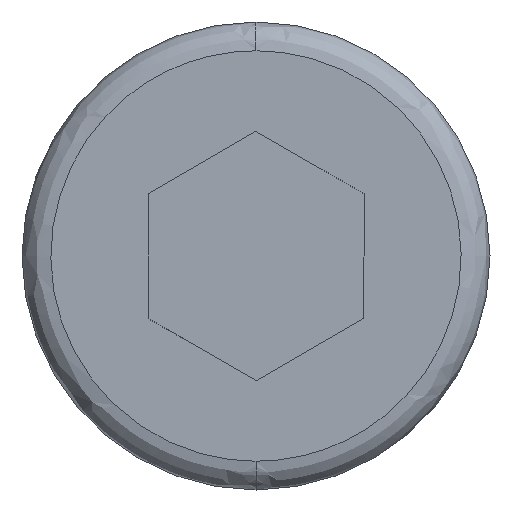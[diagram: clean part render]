
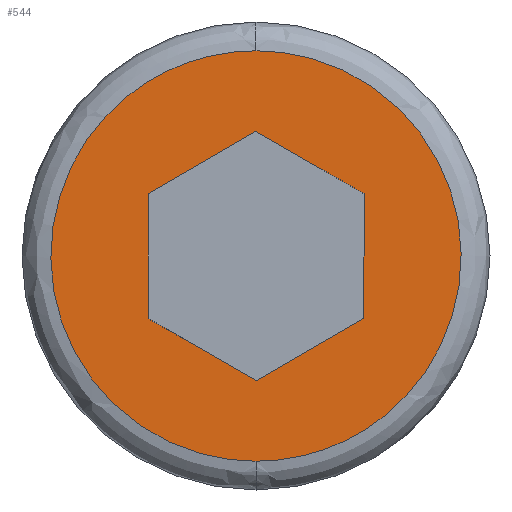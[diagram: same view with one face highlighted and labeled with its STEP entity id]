
A CAD part, left-side view. The second image highlights one B-rep face of the part: STEP entity #544.
In plain terms, the highlighted planar face has unit normal (-1, 0, 0).
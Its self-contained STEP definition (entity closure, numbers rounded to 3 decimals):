
#3 = VERTEX_POINT ( 'NONE', #153 ) ;
#14 = CARTESIAN_POINT ( 'NONE',  ( -8., -3., -1.732 ) ) ;
#36 = FACE_BOUND ( 'NONE', #71, .T. ) ;
#37 = VECTOR ( 'NONE', #356, 1000. ) ;
#52 = VECTOR ( 'NONE', #219, 1000. ) ;
#62 = LINE ( 'NONE', #267, #453 ) ;
#67 = DIRECTION ( 'NONE',  ( 0., -0.866, -0.5 ) ) ;
#71 = EDGE_LOOP ( 'NONE', ( #236, #191, #528, #100, #541, #454 ) ) ;
#79 = VECTOR ( 'NONE', #351, 1000. ) ;
#93 = VERTEX_POINT ( 'NONE', #279 ) ;
#97 = DIRECTION ( 'NONE',  ( 0., 0.866, -0.5 ) ) ;
#99 = CARTESIAN_POINT ( 'NONE',  ( -8., 0., -3.464 ) ) ;
#100 = ORIENTED_EDGE ( 'NONE', *, *, #392, .T. ) ;
#101 = CARTESIAN_POINT ( 'NONE',  ( -8., 0., -5.7 ) ) ;
#102 = CARTESIAN_POINT ( 'NONE',  ( -8., 0., 5.7 ) ) ;
#120 = VECTOR ( 'NONE', #67, 1000. ) ;
#130 = PLANE ( 'NONE',  #420 ) ;
#135 = DIRECTION ( 'NONE',  ( -1., 0., 0. ) ) ;
#146 = CARTESIAN_POINT ( 'NONE',  ( -8., 0., 5.7 ) ) ;
#148 = CARTESIAN_POINT ( 'NONE',  ( -8., -11.4, 5.7 ) ) ;
#150 = LINE ( 'NONE', #524, #79 ) ;
#153 = CARTESIAN_POINT ( 'NONE',  ( -8., 0., -5.7 ) ) ;
#155 = LINE ( 'NONE', #14, #202 ) ;
#162 = LINE ( 'NONE', #99, #52 ) ;
#169 = VERTEX_POINT ( 'NONE', #252 ) ;
#178 = CARTESIAN_POINT ( 'NONE',  ( -8., 0., -5.7 ) ) ;
#191 = ORIENTED_EDGE ( 'NONE', *, *, #232, .T. ) ;
#199 = CARTESIAN_POINT ( 'NONE',  ( -8., -3., 1.732 ) ) ;
#202 = VECTOR ( 'NONE', #97, 1000. ) ;
#205 = CARTESIAN_POINT ( 'NONE',  ( -8., 3., -1.732 ) ) ;
#208 = EDGE_CURVE ( 'NONE', #430, #169, #403, .T. ) ;
#218 =( BOUNDED_CURVE ( )  B_SPLINE_CURVE ( 3, ( #102, #148, #357, #101 ),
 .UNSPECIFIED., .F., .F. ) 
 B_SPLINE_CURVE_WITH_KNOTS ( ( 4, 4 ),
 ( 0.75, 1.25 ),
 .UNSPECIFIED. ) 
 CURVE ( )  GEOMETRIC_REPRESENTATION_ITEM ( )  RATIONAL_B_SPLINE_CURVE ( ( 1., 0.333, 0.333, 1. ) ) 
 REPRESENTATION_ITEM ( '' )  );
#219 = DIRECTION ( 'NONE',  ( 0., 0.866, 0.5 ) ) ;
#221 = CARTESIAN_POINT ( 'NONE',  ( -8., 0., 3.464 ) ) ;
#224 = EDGE_LOOP ( 'NONE', ( #465, #482 ) ) ;
#228 = DIRECTION ( 'NONE',  ( 0., -0.866, 0.5 ) ) ;
#232 = EDGE_CURVE ( 'NONE', #370, #430, #162, .T. ) ;
#236 = ORIENTED_EDGE ( 'NONE', *, *, #265, .T. ) ;
#251 = DIRECTION ( 'NONE',  ( 0., 0., 1. ) ) ;
#252 = CARTESIAN_POINT ( 'NONE',  ( -8., 3., 1.732 ) ) ;
#259 = CARTESIAN_POINT ( 'NONE',  ( -8., 3., 0. ) ) ;
#265 = EDGE_CURVE ( 'NONE', #93, #370, #155, .T. ) ;
#267 = CARTESIAN_POINT ( 'NONE',  ( -8., 3., 1.732 ) ) ;
#279 = CARTESIAN_POINT ( 'NONE',  ( -8., -3., -1.732 ) ) ;
#285 = EDGE_CURVE ( 'NONE', #468, #93, #150, .T. ) ;
#287 = CARTESIAN_POINT ( 'NONE',  ( -8., 0., 3.464 ) ) ;
#293 = CARTESIAN_POINT ( 'NONE',  ( -8., 4.982, 0. ) ) ;
#326 = EDGE_CURVE ( 'NONE', #3, #499, #336, .T. ) ;
#336 =( BOUNDED_CURVE ( )  B_SPLINE_CURVE ( 3, ( #178, #530, #361, #146 ),
 .UNSPECIFIED., .F., .F. ) 
 B_SPLINE_CURVE_WITH_KNOTS ( ( 4, 4 ),
 ( 0.25, 0.75 ),
 .UNSPECIFIED. ) 
 CURVE ( )  GEOMETRIC_REPRESENTATION_ITEM ( )  RATIONAL_B_SPLINE_CURVE ( ( 1., 0.333, 0.333, 1. ) ) 
 REPRESENTATION_ITEM ( '' )  );
#351 = DIRECTION ( 'NONE',  ( 0., 0., -1. ) ) ;
#356 = DIRECTION ( 'NONE',  ( 0., 0., 1. ) ) ;
#357 = CARTESIAN_POINT ( 'NONE',  ( -8., -11.4, -5.7 ) ) ;
#361 = CARTESIAN_POINT ( 'NONE',  ( -8., 11.4, 5.7 ) ) ;
#370 = VERTEX_POINT ( 'NONE', #487 ) ;
#392 = EDGE_CURVE ( 'NONE', #169, #506, #62, .T. ) ;
#400 = EDGE_CURVE ( 'NONE', #499, #3, #218, .T. ) ;
#403 = LINE ( 'NONE', #259, #37 ) ;
#407 = EDGE_CURVE ( 'NONE', #506, #468, #446, .T. ) ;
#417 = FACE_OUTER_BOUND ( 'NONE', #224, .T. ) ;
#420 = AXIS2_PLACEMENT_3D ( 'NONE', #293, #135, #251 ) ;
#430 = VERTEX_POINT ( 'NONE', #205 ) ;
#446 = LINE ( 'NONE', #221, #120 ) ;
#453 = VECTOR ( 'NONE', #228, 1000. ) ;
#454 = ORIENTED_EDGE ( 'NONE', *, *, #285, .T. ) ;
#465 = ORIENTED_EDGE ( 'NONE', *, *, #326, .F. ) ;
#468 = VERTEX_POINT ( 'NONE', #199 ) ;
#482 = ORIENTED_EDGE ( 'NONE', *, *, #400, .F. ) ;
#487 = CARTESIAN_POINT ( 'NONE',  ( -8., 0., -3.464 ) ) ;
#499 = VERTEX_POINT ( 'NONE', #549 ) ;
#506 = VERTEX_POINT ( 'NONE', #287 ) ;
#524 = CARTESIAN_POINT ( 'NONE',  ( -8., -3., 0. ) ) ;
#528 = ORIENTED_EDGE ( 'NONE', *, *, #208, .T. ) ;
#530 = CARTESIAN_POINT ( 'NONE',  ( -8., 11.4, -5.7 ) ) ;
#541 = ORIENTED_EDGE ( 'NONE', *, *, #407, .T. ) ;
#544 = ADVANCED_FACE ( 'NONE', ( #36, #417 ), #130, .T. ) ;
#549 = CARTESIAN_POINT ( 'NONE',  ( -8., 0., 5.7 ) ) ;
